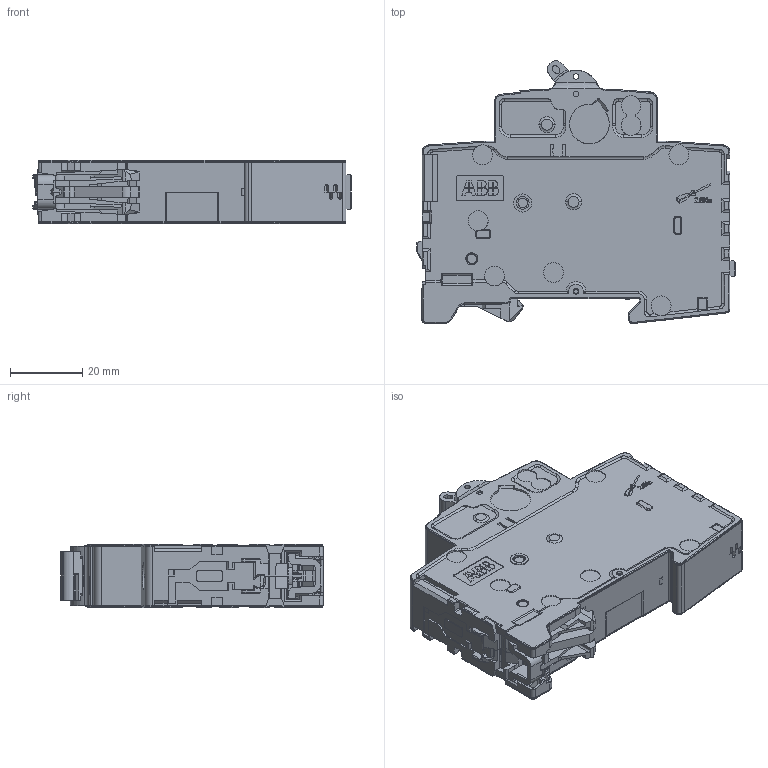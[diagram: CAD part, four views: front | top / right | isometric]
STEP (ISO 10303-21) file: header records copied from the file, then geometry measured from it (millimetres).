
FILE_DESCRIPTION((''),'2;1');
FILE_NAME('2CDS28X111_1-POLIG','2014-04-25T',('DEU121775'),(''),'PRO/ENGINEER BY PARAMETRIC TECHNOLOGY CORPORATION, 2011310','PRO/ENGINEER BY PARAMETRIC TECHNOLOGY CORPORATION, 2011310','');
FILE_SCHEMA(('AUTOMOTIVE_DESIGN_CC2 { 1 2 10303 214 -1 1 5 2 }'));
Products named in the file (1): 2CDS28X111_1-POLIG
Bounding box: 88 x 72.48 x 17.4 mm (x, y, z)
Volume: 75528.1 mm3; surface area: 17815.1 mm2
Topology: 1 solids, 1 shells, 2385 faces, 6505 edges, 4196 vertices
Faces by surface type: plane 1310, cylinder 678, bspline 140, torus 135, cone 82, sphere 24, extrusion 16
Entity records: 89265 total; most frequent: CARTESIAN_POINT 26968, ORIENTED_EDGE 13002, DIRECTION 11463, EDGE_CURVE 6501, VECTOR 4259, LINE 4243, VERTEX_POINT 4196, AXIS2_PLACEMENT_3D 3602
